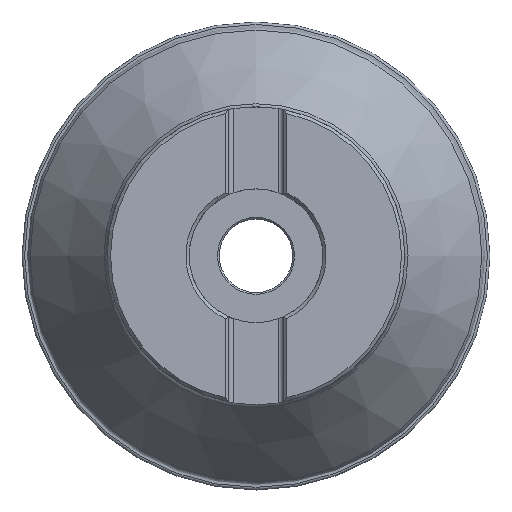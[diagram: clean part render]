
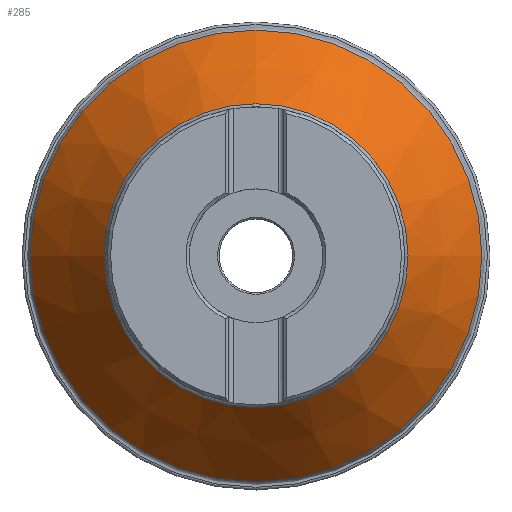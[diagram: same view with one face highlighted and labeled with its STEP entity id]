
A CAD part, top view. The second image highlights one B-rep face of the part: STEP entity #285.
In plain terms, the highlighted conical face has half-angle 35.997 degrees and reference radius 68.494 mm.
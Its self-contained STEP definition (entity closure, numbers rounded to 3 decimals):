
#128=FACE_BOUND('',#382,.T.);
#129=FACE_BOUND('',#383,.T.);
#285=ADVANCED_FACE('',(#128,#129),#347,.T.);
#347=CONICAL_SURFACE('',#973,68.494,35.997);
#382=EDGE_LOOP('',(#548));
#383=EDGE_LOOP('',(#549));
#548=ORIENTED_EDGE('',*,*,#817,.T.);
#549=ORIENTED_EDGE('',*,*,#818,.T.);
#738=VERTEX_POINT('',#1354);
#739=VERTEX_POINT('',#1356);
#817=EDGE_CURVE('',#738,#738,#906,.T.);
#818=EDGE_CURVE('',#739,#739,#907,.T.);
#906=CIRCLE('',#971,45.455);
#907=CIRCLE('',#972,67.539);
#971=AXIS2_PLACEMENT_3D('',#1353,#1093,#1094);
#972=AXIS2_PLACEMENT_3D('',#1355,#1095,#1096);
#973=AXIS2_PLACEMENT_3D('',#1357,#1097,#1098);
#1093=DIRECTION('',(0.,0.,-1.));
#1094=DIRECTION('',(-1.,0.,0.));
#1095=DIRECTION('',(0.,0.,1.));
#1096=DIRECTION('',(1.,0.,0.));
#1097=DIRECTION('',(0.,0.,-1.));
#1098=DIRECTION('',(-1.,0.,0.));
#1353=CARTESIAN_POINT('',(0.,0.,-13.314));
#1354=CARTESIAN_POINT('',(-45.455,0.,-13.314));
#1355=CARTESIAN_POINT('',(0.,0.,-43.715));
#1356=CARTESIAN_POINT('',(67.539,0.,-43.715));
#1357=CARTESIAN_POINT('',(0.,0.,-45.029));
